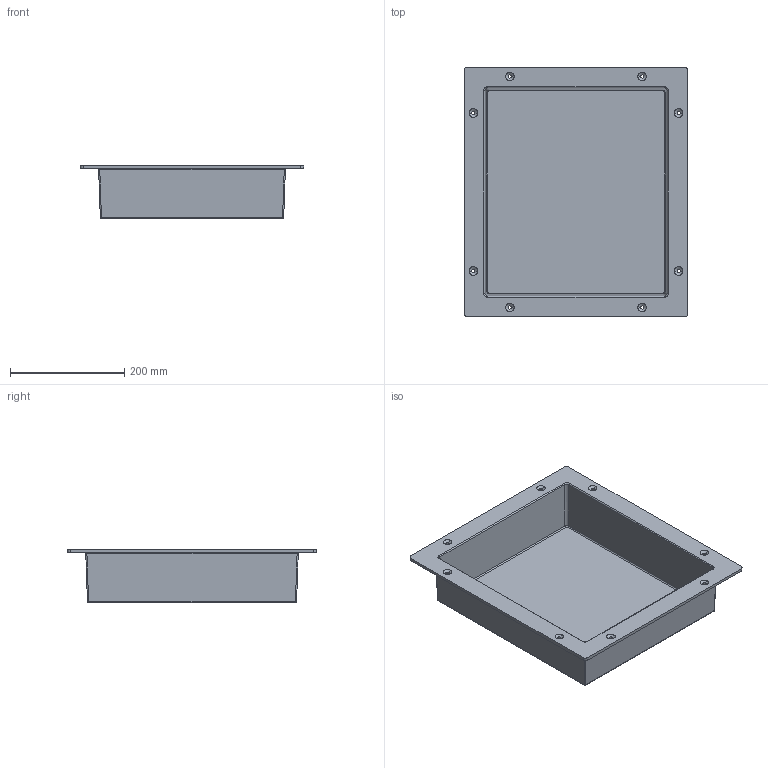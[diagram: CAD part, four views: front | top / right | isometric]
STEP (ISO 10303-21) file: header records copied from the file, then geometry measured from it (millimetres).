
FILE_DESCRIPTION (( 'STEP AP203' ), '1' );
FILE_NAME ('1703097 - Posh Solus Niche 320 x 360.STEP', '2023-03-28T03:02:03', ( '' ), ( '' ), 'SwSTEP 2.0', 'SolidWorks 2020', '' );
FILE_SCHEMA (( 'CONFIG_CONTROL_DESIGN' ));
Length unit declared in the file: millimetre
Products named in the file (1): 1703097 - Posh Solus Niche 320 x 360
Bounding box: 392 x 437 x 94 mm (x, y, z)
Volume: 1257932.4 mm3; surface area: 582721.8 mm2
Topology: 1 solids, 1 shells, 96 faces, 224 edges, 132 vertices
Faces by surface type: cone 32, cylinder 28, bspline 16, plane 16, sphere 4
Entity records: 3113 total; most frequent: CARTESIAN_POINT 941, ORIENTED_EDGE 448, DIRECTION 434, EDGE_CURVE 224, AXIS2_PLACEMENT_3D 169, VERTEX_POINT 132, EDGE_LOOP 114, ADVANCED_FACE 96
